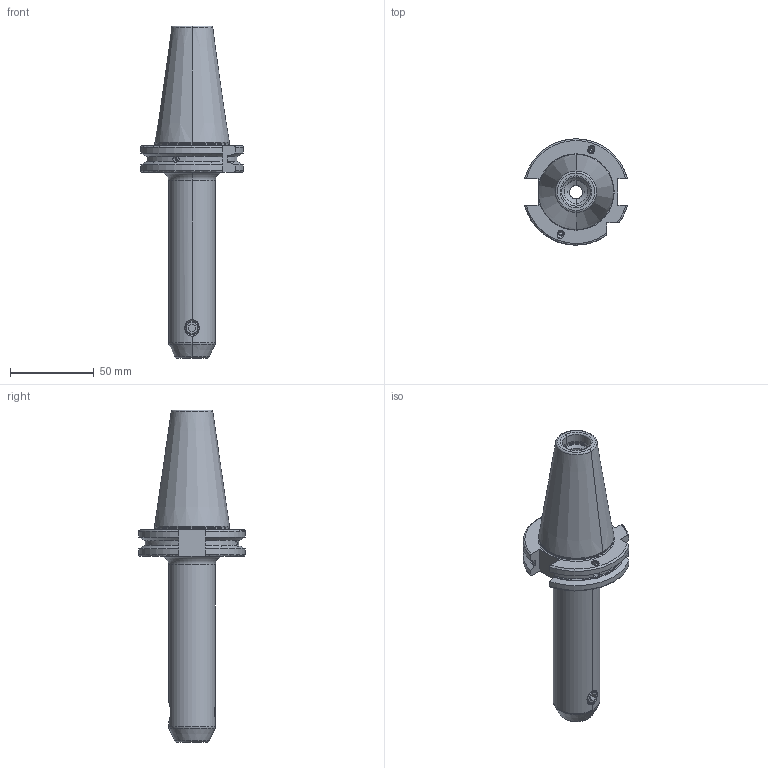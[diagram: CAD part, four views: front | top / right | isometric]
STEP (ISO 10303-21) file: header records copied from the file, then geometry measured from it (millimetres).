
FILE_DESCRIPTION((''),'2;1');
FILE_NAME('403_04_08_130_K','2021-03-26T',('103090'),(''),'CREO PARAMETRIC BY PTC INC, 2016260','CREO PARAMETRIC BY PTC INC, 2016260','');
FILE_SCHEMA(('CONFIG_CONTROL_DESIGN'));
Length unit declared in the file: millimetre
Products named in the file (1): 403_04_08_130_K
Bounding box: 61.48 x 63.54 x 198.4 mm (x, y, z)
Volume: 152565.4 mm3; surface area: 34800 mm2
Topology: 1 solids, 1 shells, 211 faces, 540 edges, 334 vertices
Faces by surface type: plane 62, cylinder 53, torus 48, cone 46, sphere 2
Entity records: 7218 total; most frequent: CARTESIAN_POINT 2149, ORIENTED_EDGE 1072, DIRECTION 1048, EDGE_CURVE 536, AXIS2_PLACEMENT_3D 421, VERTEX_POINT 334, EDGE_LOOP 224, FACE_OUTER_BOUND 211
